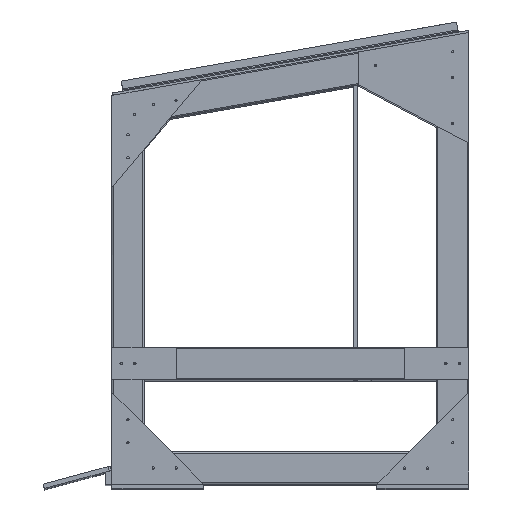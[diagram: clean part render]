
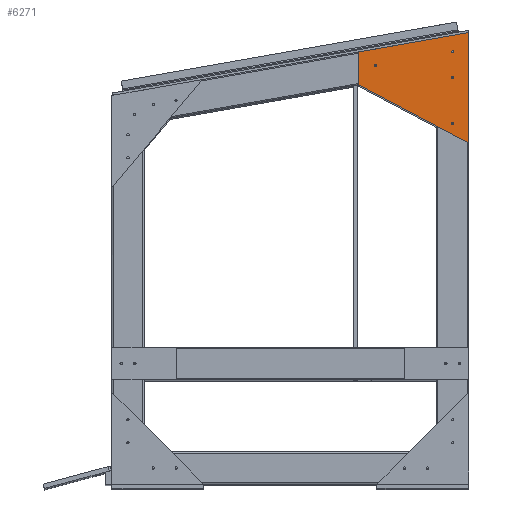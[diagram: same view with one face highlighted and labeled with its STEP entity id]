
A CAD part, top view. The second image highlights one B-rep face of the part: STEP entity #6271.
In plain terms, the highlighted face is planar.
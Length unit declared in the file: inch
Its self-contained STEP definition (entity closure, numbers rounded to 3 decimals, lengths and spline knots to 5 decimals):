
#4 = EDGE_CURVE ( 'NONE', #7167, #1490, #7644, .T. ) ;
#71 = ORIENTED_EDGE ( 'NONE', *, *, #13391, .T. ) ;
#100 = PLANE ( 'NONE',  #1835 ) ;
#185 = CARTESIAN_POINT ( 'NONE',  ( 0., 2.08557, -1.875 ) ) ;
#260 = CARTESIAN_POINT ( 'NONE',  ( 0., 2.57047, -4.625 ) ) ;
#486 = EDGE_CURVE ( 'NONE', #1874, #1959, #7402, .T. ) ;
#585 = ORIENTED_EDGE ( 'NONE', *, *, #638, .T. ) ;
#638 = EDGE_CURVE ( 'NONE', #2421, #4510, #7222, .T. ) ;
#701 = DIRECTION ( 'NONE',  ( 1., 0., 0. ) ) ;
#783 = ORIENTED_EDGE ( 'NONE', *, *, #1391, .F. ) ;
#866 = EDGE_CURVE ( 'NONE', #4461, #7535, #1477, .T. ) ;
#927 = AXIS2_PLACEMENT_3D ( 'NONE', #1595, #2890, #12695 ) ;
#1007 = ORIENTED_EDGE ( 'NONE', *, *, #2192, .T. ) ;
#1228 = DIRECTION ( 'NONE',  ( 0., -1., 0. ) ) ;
#1278 = DIRECTION ( 'NONE',  ( 0., 0.174, -0.985 ) ) ;
#1288 = DIRECTION ( 'NONE',  ( 1., 0., 0. ) ) ;
#1391 = EDGE_CURVE ( 'NONE', #7535, #1874, #10949, .T. ) ;
#1451 = CARTESIAN_POINT ( 'NONE',  ( 0., 0., 0. ) ) ;
#1477 = LINE ( 'NONE', #10966, #12582 ) ;
#1490 = VERTEX_POINT ( 'NONE', #12294 ) ;
#1512 = DIRECTION ( 'NONE',  ( 0., 0., -1. ) ) ;
#1533 = EDGE_LOOP ( 'NONE', ( #12888, #1007 ) ) ;
#1595 = CARTESIAN_POINT ( 'NONE',  ( 0., 2.08557, -1.75 ) ) ;
#1835 = AXIS2_PLACEMENT_3D ( 'NONE', #1451, #10939, #3775 ) ;
#1874 = VERTEX_POINT ( 'NONE', #7491 ) ;
#1913 = AXIS2_PLACEMENT_3D ( 'NONE', #8101, #3309, #7046 ) ;
#1959 = VERTEX_POINT ( 'NONE', #10934 ) ;
#2192 = EDGE_CURVE ( 'NONE', #3751, #6273, #13834, .T. ) ;
#2331 = FACE_BOUND ( 'NONE', #9789, .T. ) ;
#2421 = VERTEX_POINT ( 'NONE', #10020 ) ;
#2432 = EDGE_LOOP ( 'NONE', ( #11661, #14013 ) ) ;
#2531 = CARTESIAN_POINT ( 'NONE',  ( 0., 12.80226, -3.5 ) ) ;
#2870 = CIRCLE ( 'NONE', #8466, 0.125 ) ;
#2890 = DIRECTION ( 'NONE',  ( 1., 0., 0. ) ) ;
#2896 = VECTOR ( 'NONE', #1278, 39.37008 ) ;
#3309 = DIRECTION ( 'NONE',  ( 1., 0., 0. ) ) ;
#3474 = CIRCLE ( 'NONE', #927, 0.125 ) ;
#3584 = AXIS2_PLACEMENT_3D ( 'NONE', #12634, #701, #5225 ) ;
#3751 = VERTEX_POINT ( 'NONE', #9940 ) ;
#3775 = DIRECTION ( 'NONE',  ( 0., 0., -1. ) ) ;
#4160 = CARTESIAN_POINT ( 'NONE',  ( 0., 12.80226, -3.5 ) ) ;
#4314 = EDGE_LOOP ( 'NONE', ( #11591, #6125 ) ) ;
#4461 = VERTEX_POINT ( 'NONE', #2531 ) ;
#4490 = CIRCLE ( 'NONE', #5244, 0.125 ) ;
#4510 = VERTEX_POINT ( 'NONE', #8501 ) ;
#4561 = DIRECTION ( 'NONE',  ( 1., 0., 0. ) ) ;
#4891 = CARTESIAN_POINT ( 'NONE',  ( 0., 0., 0. ) ) ;
#5225 = DIRECTION ( 'NONE',  ( 0., 0., -1. ) ) ;
#5244 = AXIS2_PLACEMENT_3D ( 'NONE', #7996, #8323, #13178 ) ;
#5516 = LINE ( 'NONE', #4160, #8988 ) ;
#6125 = ORIENTED_EDGE ( 'NONE', *, *, #6292, .T. ) ;
#6150 = DIRECTION ( 'NONE',  ( 0., 0., -1. ) ) ;
#6271 = ADVANCED_FACE ( 'NONE', ( #9886, #13254, #7269, #2331, #8462 ), #100, .F. ) ;
#6273 = VERTEX_POINT ( 'NONE', #185 ) ;
#6292 = EDGE_CURVE ( 'NONE', #12445, #11878, #2870, .T. ) ;
#7046 = DIRECTION ( 'NONE',  ( 0., 0., -1. ) ) ;
#7167 = VERTEX_POINT ( 'NONE', #7524 ) ;
#7222 = CIRCLE ( 'NONE', #9266, 0.125 ) ;
#7233 = CARTESIAN_POINT ( 'NONE',  ( 0., 2.57047, -4.375 ) ) ;
#7269 = FACE_BOUND ( 'NONE', #2432, .T. ) ;
#7402 = LINE ( 'NONE', #14429, #2896 ) ;
#7491 = CARTESIAN_POINT ( 'NONE',  ( 0., 0., 0. ) ) ;
#7524 = CARTESIAN_POINT ( 'NONE',  ( 0., 3.43871, -9.29904 ) ) ;
#7535 = VERTEX_POINT ( 'NONE', #9429 ) ;
#7537 = DIRECTION ( 'NONE',  ( 0., -0.174, 0.985 ) ) ;
#7644 = CIRCLE ( 'NONE', #3584, 0.125 ) ;
#7996 = CARTESIAN_POINT ( 'NONE',  ( 0., 2.57047, -4.5 ) ) ;
#8101 = CARTESIAN_POINT ( 'NONE',  ( 0., 10.58557, -1.75 ) ) ;
#8323 = DIRECTION ( 'NONE',  ( 1., 0., 0. ) ) ;
#8376 = ORIENTED_EDGE ( 'NONE', *, *, #486, .F. ) ;
#8462 = FACE_OUTER_BOUND ( 'NONE', #10755, .T. ) ;
#8466 = AXIS2_PLACEMENT_3D ( 'NONE', #15626, #1288, #6150 ) ;
#8501 = CARTESIAN_POINT ( 'NONE',  ( 0., 10.58557, -1.875 ) ) ;
#8774 = DIRECTION ( 'NONE',  ( 1., 0., 0. ) ) ;
#8788 = CIRCLE ( 'NONE', #1913, 0.125 ) ;
#8988 = VECTOR ( 'NONE', #11242, 39.37008 ) ;
#9024 = VECTOR ( 'NONE', #1228, 39.37008 ) ;
#9266 = AXIS2_PLACEMENT_3D ( 'NONE', #10425, #8774, #1512 ) ;
#9414 = EDGE_CURVE ( 'NONE', #11878, #12445, #4490, .T. ) ;
#9417 = EDGE_CURVE ( 'NONE', #1490, #7167, #15411, .T. ) ;
#9429 = CARTESIAN_POINT ( 'NONE',  ( 0., 12.18512, 0. ) ) ;
#9789 = EDGE_LOOP ( 'NONE', ( #71, #585 ) ) ;
#9886 = FACE_BOUND ( 'NONE', #1533, .T. ) ;
#9940 = CARTESIAN_POINT ( 'NONE',  ( 0., 2.08557, -1.625 ) ) ;
#10020 = CARTESIAN_POINT ( 'NONE',  ( 0., 10.58557, -1.625 ) ) ;
#10425 = CARTESIAN_POINT ( 'NONE',  ( 0., 10.58557, -1.75 ) ) ;
#10755 = EDGE_LOOP ( 'NONE', ( #8376, #783, #15621, #10990 ) ) ;
#10835 = EDGE_CURVE ( 'NONE', #1959, #4461, #5516, .T. ) ;
#10934 = CARTESIAN_POINT ( 'NONE',  ( 0., 2.08378, -11.81769 ) ) ;
#10939 = DIRECTION ( 'NONE',  ( 1., 0., 0. ) ) ;
#10949 = LINE ( 'NONE', #4891, #9024 ) ;
#10966 = CARTESIAN_POINT ( 'NONE',  ( 0., 12.18512, 0. ) ) ;
#10990 = ORIENTED_EDGE ( 'NONE', *, *, #10835, .F. ) ;
#11242 = DIRECTION ( 'NONE',  ( 0., 0.79, 0.613 ) ) ;
#11591 = ORIENTED_EDGE ( 'NONE', *, *, #9414, .T. ) ;
#11661 = ORIENTED_EDGE ( 'NONE', *, *, #9417, .T. ) ;
#11738 = DIRECTION ( 'NONE',  ( 0., 0., -1. ) ) ;
#11796 = CARTESIAN_POINT ( 'NONE',  ( 0., 2.08557, -1.75 ) ) ;
#11811 = AXIS2_PLACEMENT_3D ( 'NONE', #11796, #4561, #12920 ) ;
#11878 = VERTEX_POINT ( 'NONE', #260 ) ;
#12294 = CARTESIAN_POINT ( 'NONE',  ( 0., 3.43871, -9.54904 ) ) ;
#12445 = VERTEX_POINT ( 'NONE', #7233 ) ;
#12582 = VECTOR ( 'NONE', #7537, 39.37008 ) ;
#12634 = CARTESIAN_POINT ( 'NONE',  ( 0., 3.43871, -9.42404 ) ) ;
#12695 = DIRECTION ( 'NONE',  ( 0., 0., -1. ) ) ;
#12888 = ORIENTED_EDGE ( 'NONE', *, *, #13557, .T. ) ;
#12920 = DIRECTION ( 'NONE',  ( 0., 0., -1. ) ) ;
#13097 = DIRECTION ( 'NONE',  ( 1., 0., 0. ) ) ;
#13178 = DIRECTION ( 'NONE',  ( 0., 0., -1. ) ) ;
#13254 = FACE_BOUND ( 'NONE', #4314, .T. ) ;
#13383 = AXIS2_PLACEMENT_3D ( 'NONE', #15469, #13097, #11738 ) ;
#13391 = EDGE_CURVE ( 'NONE', #4510, #2421, #8788, .T. ) ;
#13557 = EDGE_CURVE ( 'NONE', #6273, #3751, #3474, .T. ) ;
#13834 = CIRCLE ( 'NONE', #11811, 0.125 ) ;
#14013 = ORIENTED_EDGE ( 'NONE', *, *, #4, .T. ) ;
#14429 = CARTESIAN_POINT ( 'NONE',  ( 0., 0., 0. ) ) ;
#15411 = CIRCLE ( 'NONE', #13383, 0.125 ) ;
#15469 = CARTESIAN_POINT ( 'NONE',  ( 0., 3.43871, -9.42404 ) ) ;
#15621 = ORIENTED_EDGE ( 'NONE', *, *, #866, .F. ) ;
#15626 = CARTESIAN_POINT ( 'NONE',  ( 0., 2.57047, -4.5 ) ) ;
